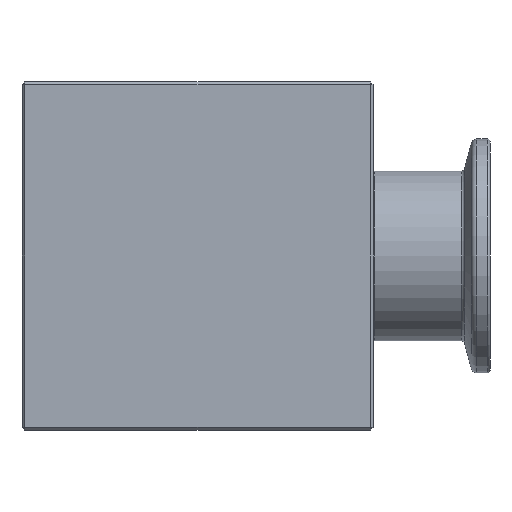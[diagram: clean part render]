
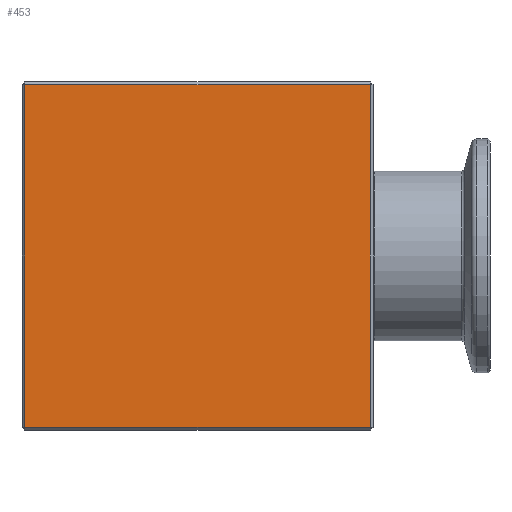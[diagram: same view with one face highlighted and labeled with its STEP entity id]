
A CAD part, front view. The second image highlights one B-rep face of the part: STEP entity #453.
In plain terms, the highlighted planar face has unit normal (0, -1, 0).
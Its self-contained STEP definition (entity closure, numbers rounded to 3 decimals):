
#198 = CARTESIAN_POINT ( 'NONE',  ( -30., -16.5, -29.75 ) ) ;
#204 = PLANE ( 'NONE',  #1316 ) ;
#209 = LINE ( 'NONE', #791, #1360 ) ;
#211 = CARTESIAN_POINT ( 'NONE',  ( -30., -16.5, 29.25 ) ) ;
#299 = VERTEX_POINT ( 'NONE', #572 ) ;
#317 = ORIENTED_EDGE ( 'NONE', *, *, #1958, .T. ) ;
#365 = DIRECTION ( 'NONE',  ( 0., -1., 0. ) ) ;
#451 = CARTESIAN_POINT ( 'NONE',  ( 29.5, -16.5, -29.25 ) ) ;
#453 = ADVANCED_FACE ( 'NONE', ( #1666 ), #204, .T. ) ;
#496 = VECTOR ( 'NONE', #1208, 1000. ) ;
#572 = CARTESIAN_POINT ( 'NONE',  ( -29.5, -16.5, 29.25 ) ) ;
#594 = VERTEX_POINT ( 'NONE', #1842 ) ;
#654 = EDGE_CURVE ( 'NONE', #594, #1500, #942, .T. ) ;
#714 = EDGE_LOOP ( 'NONE', ( #826, #1740, #1641, #317 ) ) ;
#791 = CARTESIAN_POINT ( 'NONE',  ( -29.5, -16.5, -29.75 ) ) ;
#826 = ORIENTED_EDGE ( 'NONE', *, *, #1282, .T. ) ;
#858 = CARTESIAN_POINT ( 'NONE',  ( 29.5, -16.5, 29.25 ) ) ;
#930 = CARTESIAN_POINT ( 'NONE',  ( -30., -16.5, -29.25 ) ) ;
#942 = LINE ( 'NONE', #930, #496 ) ;
#1208 = DIRECTION ( 'NONE',  ( 1., 0., 0. ) ) ;
#1226 = CARTESIAN_POINT ( 'NONE',  ( 29.5, -16.5, -29.75 ) ) ;
#1254 = EDGE_CURVE ( 'NONE', #1500, #1731, #1812, .T. ) ;
#1282 = EDGE_CURVE ( 'NONE', #299, #594, #209, .T. ) ;
#1316 = AXIS2_PLACEMENT_3D ( 'NONE', #198, #365, #1422 ) ;
#1360 = VECTOR ( 'NONE', #1400, 1000. ) ;
#1394 = DIRECTION ( 'NONE',  ( 0., 0., 1. ) ) ;
#1400 = DIRECTION ( 'NONE',  ( 0., 0., -1. ) ) ;
#1422 = DIRECTION ( 'NONE',  ( 0., 0., -1. ) ) ;
#1500 = VERTEX_POINT ( 'NONE', #451 ) ;
#1543 = DIRECTION ( 'NONE',  ( -1., 0., 0. ) ) ;
#1603 = VECTOR ( 'NONE', #1543, 1000. ) ;
#1639 = LINE ( 'NONE', #211, #1603 ) ;
#1641 = ORIENTED_EDGE ( 'NONE', *, *, #1254, .T. ) ;
#1666 = FACE_OUTER_BOUND ( 'NONE', #714, .T. ) ;
#1731 = VERTEX_POINT ( 'NONE', #858 ) ;
#1740 = ORIENTED_EDGE ( 'NONE', *, *, #654, .T. ) ;
#1812 = LINE ( 'NONE', #1226, #1876 ) ;
#1842 = CARTESIAN_POINT ( 'NONE',  ( -29.5, -16.5, -29.25 ) ) ;
#1876 = VECTOR ( 'NONE', #1394, 1000. ) ;
#1958 = EDGE_CURVE ( 'NONE', #1731, #299, #1639, .T. ) ;
